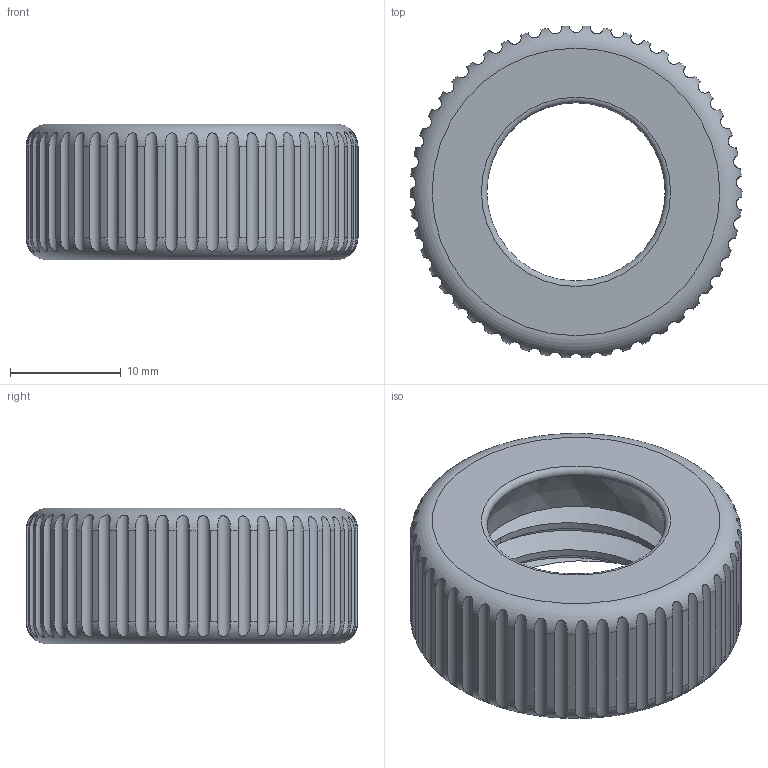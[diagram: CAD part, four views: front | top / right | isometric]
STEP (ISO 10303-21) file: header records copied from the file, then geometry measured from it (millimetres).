
FILE_DESCRIPTION(/* description */ (''),/* implementation_level */ '2;1');
FILE_NAME(/* name */ 'Screw.step',/* time_stamp */ '2021-01-27T14:50:42+01:00',/* author */ (''),/* organization */ (''),/* preprocessor_version */ 'ST-DEVELOPER v18.1',/* originating_system */ 'Autodesk Translation Framework v9.7.1.1290',/* authorisation */ '');
FILE_SCHEMA (('AUTOMOTIVE_DESIGN { 1 0 10303 214 3 1 1 }'));
Length unit declared in the file: millimetre
Products named in the file (1): Screw
Bounding box: 30 x 29.98 x 12.28 mm (x, y, z)
Volume: 4615.3 mm3; surface area: 3243.1 mm2
Topology: 1 solids, 1 shells, 116 faces, 338 edges, 225 vertices
Faces by surface type: cylinder 107, torus 3, bspline 3, plane 3
Full cylindrical faces by diameter (mm): 19.302 x1, 22.639 x2
Entity records: 6970 total; most frequent: CARTESIAN_POINT 3983, ORIENTED_EDGE 676, DIRECTION 563, EDGE_CURVE 338, AXIS2_PLACEMENT_3D 229, VERTEX_POINT 225, EDGE_LOOP 119, B_SPLINE_CURVE_WITH_KNOTS 118
